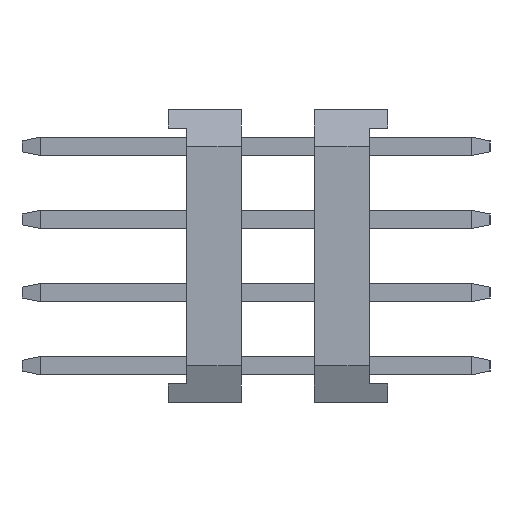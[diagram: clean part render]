
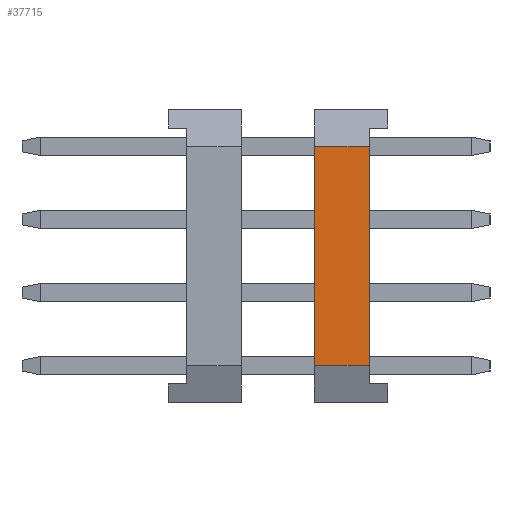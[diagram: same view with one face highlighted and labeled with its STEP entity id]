
A CAD part, left-side view. The second image highlights one B-rep face of the part: STEP entity #37715.
In plain terms, the highlighted planar face has unit normal (-1, 0, 0).
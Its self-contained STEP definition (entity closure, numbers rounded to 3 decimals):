
#27488=CARTESIAN_POINT('',(-1.,0.5,-3.));
#27489=VERTEX_POINT('',#27488);
#27496=CARTESIAN_POINT('',(-1.,2.,-3.));
#27497=VERTEX_POINT('',#27496);
#27498=CARTESIAN_POINT('',(-1.,0.5,-3.));
#27499=DIRECTION('',(0.,1.,0.));
#27500=VECTOR('',#27499,1.5);
#27501=LINE('',#27498,#27500);
#27502=EDGE_CURVE('',#27489,#27497,#27501,.T.);
#37669=CARTESIAN_POINT('',(-1.,2.,3.));
#37670=VERTEX_POINT('',#37669);
#37677=CARTESIAN_POINT('',(-1.,0.5,3.));
#37678=VERTEX_POINT('',#37677);
#37679=CARTESIAN_POINT('',(-1.,2.,3.));
#37680=DIRECTION('',(0.,-1.,0.));
#37681=VECTOR('',#37680,1.5);
#37682=LINE('',#37679,#37681);
#37683=EDGE_CURVE('',#37670,#37678,#37682,.T.);
#37694=CARTESIAN_POINT('',(-1.,0.,-4.));
#37695=DIRECTION('',(0.,0.,1.));
#37696=DIRECTION('',(-1.,0.,0.));
#37697=AXIS2_PLACEMENT_3D('',#37694,#37696,#37695);
#37698=PLANE('',#37697);
#37699=ORIENTED_EDGE('',*,*,#37683,.F.);
#37700=CARTESIAN_POINT('',(-1.,2.,-3.));
#37701=DIRECTION('',(0.,0.,1.));
#37702=VECTOR('',#37701,6.);
#37703=LINE('',#37700,#37702);
#37704=EDGE_CURVE('',#27497,#37670,#37703,.T.);
#37705=ORIENTED_EDGE('',*,*,#37704,.F.);
#37706=ORIENTED_EDGE('',*,*,#27502,.F.);
#37707=CARTESIAN_POINT('',(-1.,0.5,3.));
#37708=DIRECTION('',(0.,0.,-1.));
#37709=VECTOR('',#37708,6.);
#37710=LINE('',#37707,#37709);
#37711=EDGE_CURVE('',#37678,#27489,#37710,.T.);
#37712=ORIENTED_EDGE('',*,*,#37711,.F.);
#37713=EDGE_LOOP('',(#37699,#37705,#37706,#37712));
#37714=FACE_OUTER_BOUND('',#37713,.T.);
#37715=ADVANCED_FACE('',(#37714),#37698,.T.);
